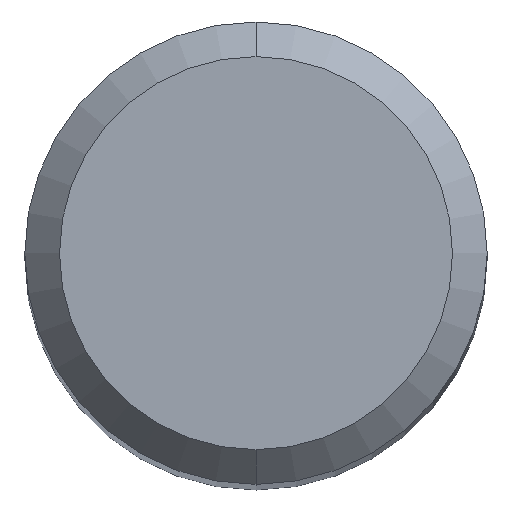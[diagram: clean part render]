
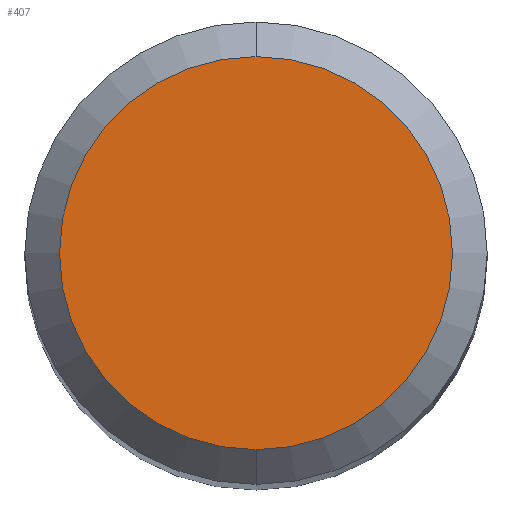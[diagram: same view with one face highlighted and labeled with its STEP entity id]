
A CAD part, top view. The second image highlights one B-rep face of the part: STEP entity #407.
In plain terms, the highlighted planar face has unit normal (0, 0, 1).
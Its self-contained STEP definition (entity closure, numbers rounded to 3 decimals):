
#221=EDGE_CURVE('',#431,#415,#530,.T.);
#407=ADVANCED_FACE('',(#736),#737,.T.);
#415=VERTEX_POINT('',#746);
#431=VERTEX_POINT('',#764);
#461=EDGE_CURVE('',#415,#431,#797,.T.);
#530=CIRCLE('',#958,1.7);
#736=FACE_OUTER_BOUND('',#1292,.T.);
#737=PLANE('',#1293);
#746=CARTESIAN_POINT('',(0.0,1.7,0.));
#764=CARTESIAN_POINT('',(0.,-1.7,0.));
#797=CIRCLE('',#1425,1.7);
#958=AXIS2_PLACEMENT_3D('',#1467,#1468,#1469);
#1292=EDGE_LOOP('',(#1716,#1717));
#1293=AXIS2_PLACEMENT_3D('',#1718,#1719,#1720);
#1425=AXIS2_PLACEMENT_3D('',#1800,#1801,#1802);
#1467=CARTESIAN_POINT('',(0.0,0.0,0.));
#1468=DIRECTION('',(0.0,0.0,-1.0));
#1469=DIRECTION('',(0.0,1.0,0.0));
#1716=ORIENTED_EDGE('',*,*,#461,.F.);
#1717=ORIENTED_EDGE('',*,*,#221,.F.);
#1718=CARTESIAN_POINT('',(0.0,0.85,0.));
#1719=DIRECTION('',(-0.0,0.0,1.0));
#1720=DIRECTION('',(0.0,-1.0,0.0));
#1800=CARTESIAN_POINT('',(0.0,0.0,0.));
#1801=DIRECTION('',(0.0,0.0,-1.0));
#1802=DIRECTION('',(0.0,1.0,0.0));
